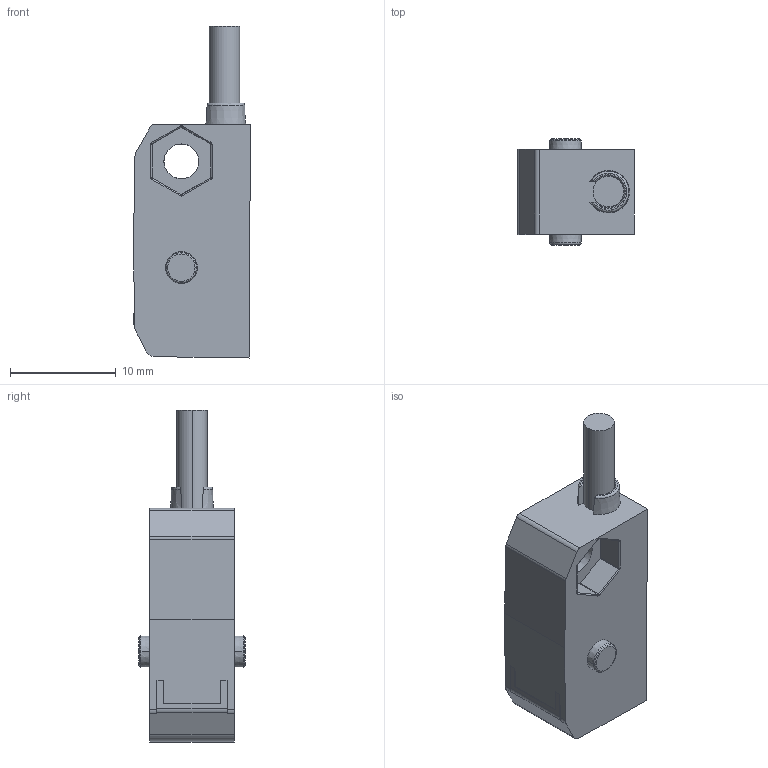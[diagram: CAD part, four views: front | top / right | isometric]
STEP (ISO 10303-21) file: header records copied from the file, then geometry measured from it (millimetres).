
FILE_DESCRIPTION((''),'2;1');
FILE_NAME('PRT0011','2021-12-24T',('EDY'),(''),'CREO PARAMETRIC BY PTC INC, 2018070','CREO PARAMETRIC BY PTC INC, 2018070','');
FILE_SCHEMA(('CONFIG_CONTROL_DESIGN'));
Length unit declared in the file: millimetre
Products named in the file (1): PRT0011
Bounding box: 11.05 x 10.04 x 31.41 mm (x, y, z)
Volume: 1809.8 mm3; surface area: 1302.7 mm2
Topology: 1 solids, 3 shells, 128 faces, 334 edges, 218 vertices
Faces by surface type: plane 51, cylinder 39, bspline 12, cone 11, torus 9, extrusion 6
Entity records: 4360 total; most frequent: CARTESIAN_POINT 1314, ORIENTED_EDGE 668, DIRECTION 548, EDGE_CURVE 334, VERTEX_POINT 218, AXIS2_PLACEMENT_3D 189, VECTOR 170, LINE 164
